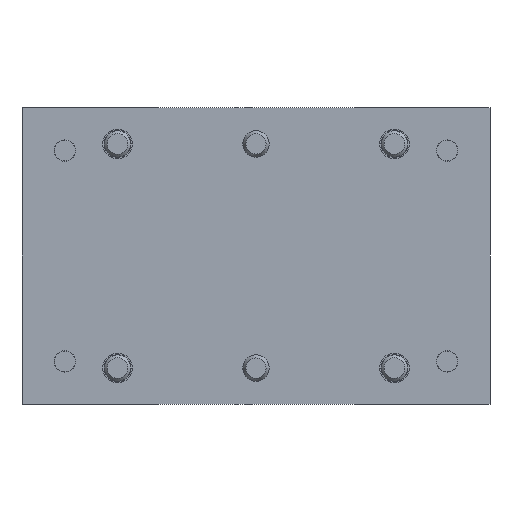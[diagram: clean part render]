
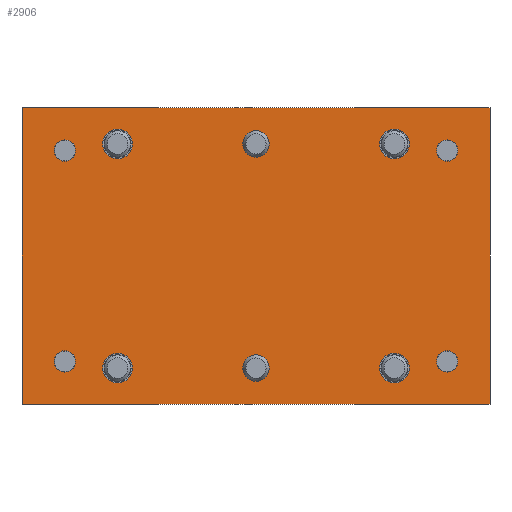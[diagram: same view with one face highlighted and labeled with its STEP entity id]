
A CAD part, front view. The second image highlights one B-rep face of the part: STEP entity #2906.
In plain terms, the highlighted planar face has unit normal (0, -1, 0).
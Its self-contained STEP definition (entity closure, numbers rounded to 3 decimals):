
#235=CIRCLE('',#3168,1.621);
#236=CIRCLE('',#3169,1.621);
#237=CIRCLE('',#3170,1.621);
#238=CIRCLE('',#3171,1.621);
#239=CIRCLE('',#3172,2.);
#240=CIRCLE('',#3173,2.);
#241=CIRCLE('',#3174,2.25);
#242=CIRCLE('',#3175,2.25);
#243=CIRCLE('',#3176,2.25);
#244=CIRCLE('',#3177,2.25);
#427=ORIENTED_EDGE('',*,*,#1231,.F.);
#428=ORIENTED_EDGE('',*,*,#1232,.F.);
#429=ORIENTED_EDGE('',*,*,#1233,.F.);
#430=ORIENTED_EDGE('',*,*,#1234,.F.);
#431=ORIENTED_EDGE('',*,*,#1235,.F.);
#432=ORIENTED_EDGE('',*,*,#1236,.F.);
#433=ORIENTED_EDGE('',*,*,#1237,.F.);
#434=ORIENTED_EDGE('',*,*,#1238,.F.);
#435=ORIENTED_EDGE('',*,*,#1239,.F.);
#436=ORIENTED_EDGE('',*,*,#1240,.F.);
#437=ORIENTED_EDGE('',*,*,#1211,.F.);
#438=ORIENTED_EDGE('',*,*,#1221,.F.);
#439=ORIENTED_EDGE('',*,*,#1218,.F.);
#440=ORIENTED_EDGE('',*,*,#1215,.F.);
#1211=EDGE_CURVE('',#1617,#1618,#1895,.T.);
#1215=EDGE_CURVE('',#1618,#1621,#1899,.T.);
#1218=EDGE_CURVE('',#1621,#1623,#1902,.T.);
#1221=EDGE_CURVE('',#1623,#1617,#1905,.T.);
#1231=EDGE_CURVE('',#1633,#1633,#235,.T.);
#1232=EDGE_CURVE('',#1634,#1634,#236,.T.);
#1233=EDGE_CURVE('',#1635,#1635,#237,.T.);
#1234=EDGE_CURVE('',#1636,#1636,#238,.T.);
#1235=EDGE_CURVE('',#1637,#1637,#239,.T.);
#1236=EDGE_CURVE('',#1638,#1638,#240,.T.);
#1237=EDGE_CURVE('',#1639,#1639,#241,.T.);
#1238=EDGE_CURVE('',#1640,#1640,#242,.T.);
#1239=EDGE_CURVE('',#1641,#1641,#243,.T.);
#1240=EDGE_CURVE('',#1642,#1642,#244,.T.);
#1617=VERTEX_POINT('',#4491);
#1618=VERTEX_POINT('',#4492);
#1621=VERTEX_POINT('',#4500);
#1623=VERTEX_POINT('',#4506);
#1633=VERTEX_POINT('',#4532);
#1634=VERTEX_POINT('',#4534);
#1635=VERTEX_POINT('',#4536);
#1636=VERTEX_POINT('',#4538);
#1637=VERTEX_POINT('',#4540);
#1638=VERTEX_POINT('',#4542);
#1639=VERTEX_POINT('',#4544);
#1640=VERTEX_POINT('',#4546);
#1641=VERTEX_POINT('',#4548);
#1642=VERTEX_POINT('',#4550);
#1895=LINE('',#4490,#2105);
#1899=LINE('',#4499,#2109);
#1902=LINE('',#4505,#2112);
#1905=LINE('',#4511,#2115);
#2105=VECTOR('',#3532,1000.);
#2109=VECTOR('',#3538,1000.);
#2112=VECTOR('',#3543,1000.);
#2115=VECTOR('',#3548,1000.);
#2328=EDGE_LOOP('',(#427));
#2329=EDGE_LOOP('',(#428));
#2330=EDGE_LOOP('',(#429));
#2331=EDGE_LOOP('',(#430));
#2332=EDGE_LOOP('',(#431));
#2333=EDGE_LOOP('',(#432));
#2334=EDGE_LOOP('',(#433));
#2335=EDGE_LOOP('',(#434));
#2336=EDGE_LOOP('',(#435));
#2337=EDGE_LOOP('',(#436));
#2338=EDGE_LOOP('',(#437,#438,#439,#440));
#2576=FACE_BOUND('',#2328,.T.);
#2577=FACE_BOUND('',#2329,.T.);
#2578=FACE_BOUND('',#2330,.T.);
#2579=FACE_BOUND('',#2331,.T.);
#2580=FACE_BOUND('',#2332,.T.);
#2581=FACE_BOUND('',#2333,.T.);
#2582=FACE_BOUND('',#2334,.T.);
#2583=FACE_BOUND('',#2335,.T.);
#2584=FACE_BOUND('',#2336,.T.);
#2585=FACE_BOUND('',#2337,.T.);
#2586=FACE_BOUND('',#2338,.T.);
#2818=PLANE('',#3167);
#2906=ADVANCED_FACE('',(#2576,#2577,#2578,#2579,#2580,#2581,#2582,#2583,
#2584,#2585,#2586),#2818,.F.);
#3167=AXIS2_PLACEMENT_3D('',#4530,#3568,#3569);
#3168=AXIS2_PLACEMENT_3D('',#4531,#3570,#3571);
#3169=AXIS2_PLACEMENT_3D('',#4533,#3572,#3573);
#3170=AXIS2_PLACEMENT_3D('',#4535,#3574,#3575);
#3171=AXIS2_PLACEMENT_3D('',#4537,#3576,#3577);
#3172=AXIS2_PLACEMENT_3D('',#4539,#3578,#3579);
#3173=AXIS2_PLACEMENT_3D('',#4541,#3580,#3581);
#3174=AXIS2_PLACEMENT_3D('',#4543,#3582,#3583);
#3175=AXIS2_PLACEMENT_3D('',#4545,#3584,#3585);
#3176=AXIS2_PLACEMENT_3D('',#4547,#3586,#3587);
#3177=AXIS2_PLACEMENT_3D('',#4549,#3588,#3589);
#3532=DIRECTION('',(0.,0.,1.));
#3538=DIRECTION('',(1.,0.,0.));
#3543=DIRECTION('',(0.,0.,-1.));
#3548=DIRECTION('',(-1.,0.,0.));
#3568=DIRECTION('',(0.,1.,0.));
#3569=DIRECTION('',(0.,0.,1.));
#3570=DIRECTION('',(0.,-1.,0.));
#3571=DIRECTION('',(0.,0.,-1.));
#3572=DIRECTION('',(0.,-1.,0.));
#3573=DIRECTION('',(0.,0.,-1.));
#3574=DIRECTION('',(0.,-1.,0.));
#3575=DIRECTION('',(0.,0.,-1.));
#3576=DIRECTION('',(0.,-1.,0.));
#3577=DIRECTION('',(0.,0.,-1.));
#3578=DIRECTION('',(0.,-1.,0.));
#3579=DIRECTION('',(0.,0.,-1.));
#3580=DIRECTION('',(0.,-1.,0.));
#3581=DIRECTION('',(0.,0.,-1.));
#3582=DIRECTION('',(0.,-1.,0.));
#3583=DIRECTION('',(0.,0.,-1.));
#3584=DIRECTION('',(0.,-1.,0.));
#3585=DIRECTION('',(0.,0.,-1.));
#3586=DIRECTION('',(0.,-1.,0.));
#3587=DIRECTION('',(0.,0.,-1.));
#3588=DIRECTION('',(0.,-1.,0.));
#3589=DIRECTION('',(0.,0.,-1.));
#4490=CARTESIAN_POINT('',(-22.5,0.,-35.5));
#4491=CARTESIAN_POINT('',(-22.5,0.,-35.5));
#4492=CARTESIAN_POINT('',(-22.5,0.,35.5));
#4499=CARTESIAN_POINT('',(-22.5,0.,35.5));
#4500=CARTESIAN_POINT('',(22.5,0.,35.5));
#4505=CARTESIAN_POINT('',(22.5,0.,35.5));
#4506=CARTESIAN_POINT('',(22.5,0.,-35.5));
#4511=CARTESIAN_POINT('',(22.5,0.,-35.5));
#4530=CARTESIAN_POINT('',(0.,0.,0.));
#4531=CARTESIAN_POINT('',(-16.,0.,-29.));
#4532=CARTESIAN_POINT('',(-16.,0.,-30.621));
#4533=CARTESIAN_POINT('',(-16.,0.,29.));
#4534=CARTESIAN_POINT('',(-16.,0.,27.379));
#4535=CARTESIAN_POINT('',(16.,0.,29.));
#4536=CARTESIAN_POINT('',(16.,0.,27.379));
#4537=CARTESIAN_POINT('',(16.,0.,-29.));
#4538=CARTESIAN_POINT('',(16.,0.,-30.621));
#4539=CARTESIAN_POINT('',(-17.,0.,0.));
#4540=CARTESIAN_POINT('',(-17.,0.,-2.));
#4541=CARTESIAN_POINT('',(17.,0.,0.));
#4542=CARTESIAN_POINT('',(17.,0.,-2.));
#4543=CARTESIAN_POINT('',(-17.,0.,21.));
#4544=CARTESIAN_POINT('',(-17.,0.,18.75));
#4545=CARTESIAN_POINT('',(-17.,0.,-21.));
#4546=CARTESIAN_POINT('',(-17.,0.,-23.25));
#4547=CARTESIAN_POINT('',(17.,0.,-21.));
#4548=CARTESIAN_POINT('',(17.,0.,-23.25));
#4549=CARTESIAN_POINT('',(17.,0.,21.));
#4550=CARTESIAN_POINT('',(17.,0.,18.75));
